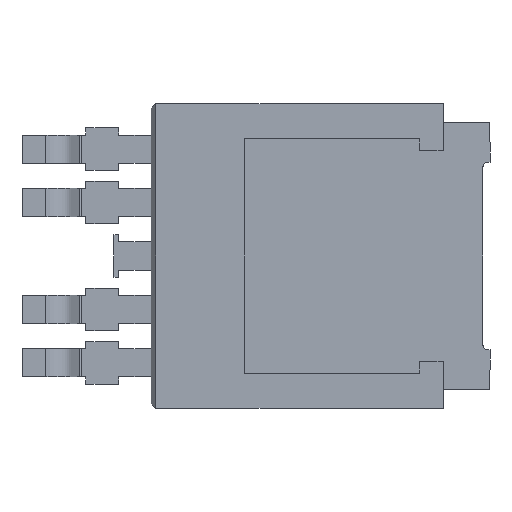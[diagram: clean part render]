
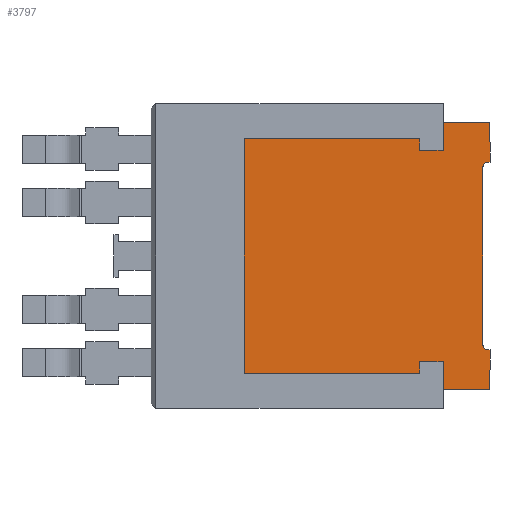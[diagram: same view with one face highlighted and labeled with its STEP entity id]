
A CAD part, front view. The second image highlights one B-rep face of the part: STEP entity #3797.
In plain terms, the highlighted planar face has unit normal (0, -1, 0).
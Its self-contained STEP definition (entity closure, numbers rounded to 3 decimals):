
#2 = CARTESIAN_POINT ( 'NONE',  ( 3.49, 0., 2.25 ) ) ;
#71 = CARTESIAN_POINT ( 'NONE',  ( 3.49, 0., -2.5 ) ) ;
#145 = CARTESIAN_POINT ( 'NONE',  ( 3.49, 0., -2.25 ) ) ;
#164 = VERTEX_POINT ( 'NONE', #3086 ) ;
#176 = DIRECTION ( 'NONE',  ( 1., 0., 0. ) ) ;
#183 = VERTEX_POINT ( 'NONE', #344 ) ;
#188 = VECTOR ( 'NONE', #3421, 1000. ) ;
#207 = VERTEX_POINT ( 'NONE', #2398 ) ;
#237 = EDGE_LOOP ( 'NONE', ( #2770, #3269, #3880, #384, #2787, #3951, #341, #1130, #958, #4366, #1480, #3860, #3864, #1563, #4339, #1458, #1648, #3700 ) ) ;
#286 = LINE ( 'NONE', #1651, #570 ) ;
#322 = CARTESIAN_POINT ( 'NONE',  ( 4.84, 0., -1.9 ) ) ;
#335 = EDGE_CURVE ( 'NONE', #2862, #164, #3975, .T. ) ;
#341 = ORIENTED_EDGE ( 'NONE', *, *, #413, .F. ) ;
#344 = CARTESIAN_POINT ( 'NONE',  ( 4.99, 0., 2.85 ) ) ;
#358 = EDGE_CURVE ( 'NONE', #4163, #3969, #3053, .T. ) ;
#365 = EDGE_CURVE ( 'NONE', #2929, #4163, #2339, .T. ) ;
#384 = ORIENTED_EDGE ( 'NONE', *, *, #3664, .F. ) ;
#392 = VERTEX_POINT ( 'NONE', #2763 ) ;
#413 = EDGE_CURVE ( 'NONE', #869, #3017, #3100, .T. ) ;
#472 = LINE ( 'NONE', #3920, #4199 ) ;
#570 = VECTOR ( 'NONE', #4332, 1000. ) ;
#597 = CARTESIAN_POINT ( 'NONE',  ( 4.94, 0., 1.9 ) ) ;
#633 = VECTOR ( 'NONE', #4125, 1000. ) ;
#635 = CARTESIAN_POINT ( 'NONE',  ( 4.94, 0., 2. ) ) ;
#677 = VECTOR ( 'NONE', #3690, 1000. ) ;
#682 = CARTESIAN_POINT ( 'NONE',  ( 4.99, 0., -2. ) ) ;
#719 = DIRECTION ( 'NONE',  ( -1., 0., 0. ) ) ;
#729 = CARTESIAN_POINT ( 'NONE',  ( 4.94, 0., -2. ) ) ;
#734 = LINE ( 'NONE', #2, #188 ) ;
#791 = VECTOR ( 'NONE', #1676, 1000. ) ;
#842 = DIRECTION ( 'NONE',  ( 0., 0., -1. ) ) ;
#869 = VERTEX_POINT ( 'NONE', #4319 ) ;
#933 = EDGE_CURVE ( 'NONE', #3886, #2929, #734, .T. ) ;
#944 = EDGE_CURVE ( 'NONE', #1533, #1769, #2059, .T. ) ;
#958 = ORIENTED_EDGE ( 'NONE', *, *, #1391, .F. ) ;
#1003 = VECTOR ( 'NONE', #842, 1000. ) ;
#1130 = ORIENTED_EDGE ( 'NONE', *, *, #3057, .F. ) ;
#1166 = DIRECTION ( 'NONE',  ( 0., 0., 1. ) ) ;
#1332 = CARTESIAN_POINT ( 'NONE',  ( -0.25, 0., -2.5 ) ) ;
#1377 = CARTESIAN_POINT ( 'NONE',  ( 4.94, 0., 2. ) ) ;
#1391 = EDGE_CURVE ( 'NONE', #1769, #2162, #2745, .T. ) ;
#1395 = CARTESIAN_POINT ( 'NONE',  ( 3.49, 0., 2.25 ) ) ;
#1407 = CARTESIAN_POINT ( 'NONE',  ( 3.99, 0., 2.85 ) ) ;
#1458 = ORIENTED_EDGE ( 'NONE', *, *, #365, .F. ) ;
#1480 = ORIENTED_EDGE ( 'NONE', *, *, #1845, .F. ) ;
#1491 = EDGE_CURVE ( 'NONE', #3969, #183, #3228, .T. ) ;
#1533 = VERTEX_POINT ( 'NONE', #1942 ) ;
#1534 = VECTOR ( 'NONE', #2069, 1000. ) ;
#1563 = ORIENTED_EDGE ( 'NONE', *, *, #1491, .F. ) ;
#1608 = DIRECTION ( 'NONE',  ( 0., 0., -1. ) ) ;
#1648 = ORIENTED_EDGE ( 'NONE', *, *, #933, .F. ) ;
#1651 = CARTESIAN_POINT ( 'NONE',  ( 3.99, 0., -2.25 ) ) ;
#1676 = DIRECTION ( 'NONE',  ( 1., 0., 0. ) ) ;
#1735 = CARTESIAN_POINT ( 'NONE',  ( 4.84, 0., 1.9 ) ) ;
#1751 = EDGE_CURVE ( 'NONE', #164, #3886, #3131, .T. ) ;
#1769 = VERTEX_POINT ( 'NONE', #322 ) ;
#1797 = CARTESIAN_POINT ( 'NONE',  ( 4.94, 0., 1.9 ) ) ;
#1845 = EDGE_CURVE ( 'NONE', #2640, #1533, #2145, .T. ) ;
#1857 = CARTESIAN_POINT ( 'NONE',  ( 3.49, 0., -2.25 ) ) ;
#1882 = CARTESIAN_POINT ( 'NONE',  ( 4.99, 0., 2.85 ) ) ;
#1890 = CARTESIAN_POINT ( 'NONE',  ( 4.94, 0., -2. ) ) ;
#1910 = VERTEX_POINT ( 'NONE', #145 ) ;
#1917 = EDGE_CURVE ( 'NONE', #3017, #207, #472, .T. ) ;
#1929 = CARTESIAN_POINT ( 'NONE',  ( 3.99, 0., 2.25 ) ) ;
#1942 = CARTESIAN_POINT ( 'NONE',  ( 4.84, 0., 1.9 ) ) ;
#1963 = DIRECTION ( 'NONE',  ( 0., -1., 0. ) ) ;
#2059 = LINE ( 'NONE', #1735, #3949 ) ;
#2069 = DIRECTION ( 'NONE',  ( 0., 0., -1. ) ) ;
#2082 = DIRECTION ( 'NONE',  ( 0., 0., -1. ) ) ;
#2145 = CIRCLE ( 'NONE', #2784, 0.1 ) ;
#2162 = VERTEX_POINT ( 'NONE', #729 ) ;
#2180 = CARTESIAN_POINT ( 'NONE',  ( 4.99, 0., 2. ) ) ;
#2209 = DIRECTION ( 'NONE',  ( 0., 0., -1. ) ) ;
#2339 = LINE ( 'NONE', #1929, #677 ) ;
#2398 = CARTESIAN_POINT ( 'NONE',  ( 3.99, 0., -2.85 ) ) ;
#2402 = VECTOR ( 'NONE', #3718, 1000. ) ;
#2433 = LINE ( 'NONE', #635, #3713 ) ;
#2442 = CARTESIAN_POINT ( 'NONE',  ( 3.49, 0., 2.5 ) ) ;
#2477 = LINE ( 'NONE', #1890, #791 ) ;
#2496 = EDGE_CURVE ( 'NONE', #392, #2640, #2433, .T. ) ;
#2572 = AXIS2_PLACEMENT_3D ( 'NONE', #597, #1963, #1608 ) ;
#2640 = VERTEX_POINT ( 'NONE', #1377 ) ;
#2672 = CARTESIAN_POINT ( 'NONE',  ( 3.99, 0., 2.85 ) ) ;
#2718 = EDGE_CURVE ( 'NONE', #183, #392, #3510, .T. ) ;
#2745 = CIRCLE ( 'NONE', #4229, 0.1 ) ;
#2763 = CARTESIAN_POINT ( 'NONE',  ( 4.99, 0., 2. ) ) ;
#2770 = ORIENTED_EDGE ( 'NONE', *, *, #335, .F. ) ;
#2784 = AXIS2_PLACEMENT_3D ( 'NONE', #1797, #4250, #2209 ) ;
#2787 = ORIENTED_EDGE ( 'NONE', *, *, #3260, .F. ) ;
#2793 = VERTEX_POINT ( 'NONE', #3204 ) ;
#2846 = CARTESIAN_POINT ( 'NONE',  ( 3.99, 0., -2.85 ) ) ;
#2862 = VERTEX_POINT ( 'NONE', #3383 ) ;
#2871 = DIRECTION ( 'NONE',  ( 0., 0., -1. ) ) ;
#2909 = LINE ( 'NONE', #1857, #1003 ) ;
#2924 = FACE_OUTER_BOUND ( 'NONE', #237, .T. ) ;
#2929 = VERTEX_POINT ( 'NONE', #1395 ) ;
#3000 = VECTOR ( 'NONE', #1166, 1000. ) ;
#3017 = VERTEX_POINT ( 'NONE', #4149 ) ;
#3033 = DIRECTION ( 'NONE',  ( -1., 0., 0. ) ) ;
#3053 = LINE ( 'NONE', #2672, #3398 ) ;
#3057 = EDGE_CURVE ( 'NONE', #2162, #869, #2477, .T. ) ;
#3086 = CARTESIAN_POINT ( 'NONE',  ( -0.25, 0., 2.5 ) ) ;
#3100 = LINE ( 'NONE', #682, #1534 ) ;
#3131 = LINE ( 'NONE', #2442, #633 ) ;
#3137 = CARTESIAN_POINT ( 'NONE',  ( 3.99, 0., 2.25 ) ) ;
#3204 = CARTESIAN_POINT ( 'NONE',  ( 3.49, 0., -2.5 ) ) ;
#3228 = LINE ( 'NONE', #1882, #3667 ) ;
#3260 = EDGE_CURVE ( 'NONE', #207, #3710, #4254, .T. ) ;
#3269 = ORIENTED_EDGE ( 'NONE', *, *, #4170, .F. ) ;
#3291 = EDGE_CURVE ( 'NONE', #1910, #2793, #2909, .T. ) ;
#3347 = CARTESIAN_POINT ( 'NONE',  ( 3.49, 0., 2.5 ) ) ;
#3383 = CARTESIAN_POINT ( 'NONE',  ( -0.25, 0., -2.5 ) ) ;
#3398 = VECTOR ( 'NONE', #4306, 1000. ) ;
#3421 = DIRECTION ( 'NONE',  ( 0., 0., -1. ) ) ;
#3510 = LINE ( 'NONE', #2180, #4221 ) ;
#3536 = CARTESIAN_POINT ( 'NONE',  ( 3.99, 0., -2.25 ) ) ;
#3537 = DIRECTION ( 'NONE',  ( -1., 0., 0. ) ) ;
#3664 = EDGE_CURVE ( 'NONE', #3710, #1910, #286, .T. ) ;
#3667 = VECTOR ( 'NONE', #176, 1000. ) ;
#3690 = DIRECTION ( 'NONE',  ( 1., 0., 0. ) ) ;
#3700 = ORIENTED_EDGE ( 'NONE', *, *, #1751, .F. ) ;
#3710 = VERTEX_POINT ( 'NONE', #3536 ) ;
#3713 = VECTOR ( 'NONE', #3033, 1000. ) ;
#3718 = DIRECTION ( 'NONE',  ( 0., 0., 1. ) ) ;
#3781 = LINE ( 'NONE', #71, #4271 ) ;
#3797 = ADVANCED_FACE ( 'NONE', ( #2924 ), #3936, .T. ) ;
#3860 = ORIENTED_EDGE ( 'NONE', *, *, #2496, .F. ) ;
#3864 = ORIENTED_EDGE ( 'NONE', *, *, #2718, .F. ) ;
#3880 = ORIENTED_EDGE ( 'NONE', *, *, #3291, .F. ) ;
#3886 = VERTEX_POINT ( 'NONE', #3347 ) ;
#3906 = DIRECTION ( 'NONE',  ( 0., -1., 0. ) ) ;
#3920 = CARTESIAN_POINT ( 'NONE',  ( 4.99, 0., -2.85 ) ) ;
#3936 = PLANE ( 'NONE',  #2572 ) ;
#3949 = VECTOR ( 'NONE', #2082, 1000. ) ;
#3951 = ORIENTED_EDGE ( 'NONE', *, *, #1917, .F. ) ;
#3969 = VERTEX_POINT ( 'NONE', #1407 ) ;
#3975 = LINE ( 'NONE', #1332, #2402 ) ;
#4125 = DIRECTION ( 'NONE',  ( 1., 0., 0. ) ) ;
#4149 = CARTESIAN_POINT ( 'NONE',  ( 4.99, 0., -2.85 ) ) ;
#4163 = VERTEX_POINT ( 'NONE', #3137 ) ;
#4170 = EDGE_CURVE ( 'NONE', #2793, #2862, #3781, .T. ) ;
#4199 = VECTOR ( 'NONE', #3537, 1000. ) ;
#4221 = VECTOR ( 'NONE', #4256, 1000. ) ;
#4229 = AXIS2_PLACEMENT_3D ( 'NONE', #4255, #3906, #2871 ) ;
#4250 = DIRECTION ( 'NONE',  ( 0., -1., 0. ) ) ;
#4254 = LINE ( 'NONE', #2846, #3000 ) ;
#4255 = CARTESIAN_POINT ( 'NONE',  ( 4.94, 0., -1.9 ) ) ;
#4256 = DIRECTION ( 'NONE',  ( 0., 0., -1. ) ) ;
#4271 = VECTOR ( 'NONE', #719, 1000. ) ;
#4306 = DIRECTION ( 'NONE',  ( 0., 0., 1. ) ) ;
#4319 = CARTESIAN_POINT ( 'NONE',  ( 4.99, 0., -2. ) ) ;
#4332 = DIRECTION ( 'NONE',  ( -1., 0., 0. ) ) ;
#4339 = ORIENTED_EDGE ( 'NONE', *, *, #358, .F. ) ;
#4366 = ORIENTED_EDGE ( 'NONE', *, *, #944, .F. ) ;
